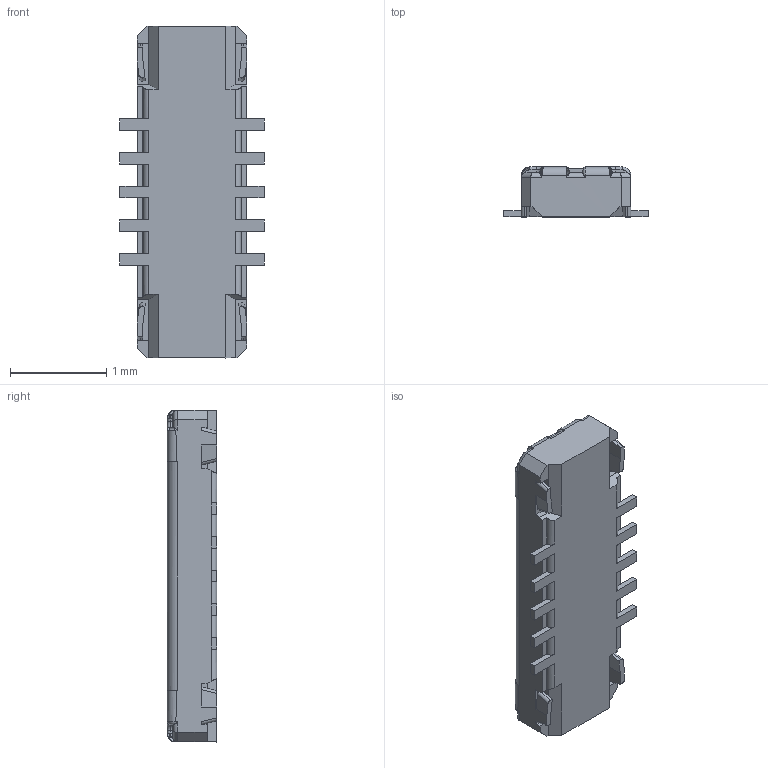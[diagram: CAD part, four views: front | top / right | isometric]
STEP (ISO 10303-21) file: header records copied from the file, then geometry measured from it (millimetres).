
FILE_DESCRIPTION(('Creo Elements/Direct Modeling STEP Export'),'2;1');
FILE_NAME('STEP_BM23FR0.6-10DP-0.35V.stp','2017-01-03T11:53:46',(''),(''),'Creo Elements/Direct Modeling STEP processor for AP214 (Solid Model)','Creo Elements/Direct Modeling 17.0C 05-Feb-2011 (C) Parametric Technology GmbH','');
FILE_SCHEMA(('AUTOMOTIVE_DESIGN { 1 0 10303 214 1 1 1 1 }'));
Length unit declared in the file: millimetre
Products named in the file (2): BM23FR0_6-10DP-0_35V
Assembly tree (1 placements, depth 2):
  BM23FR0_6-10DP-0_35V
    BM23FR0_6-10DP-0_35V
Bounding box: 1.5 x 0.52 x 3.45 mm (x, y, z)
Volume: 1.3 mm3; surface area: 15.3 mm2
Topology: 1 solids, 1 shells, 268 faces, 744 edges, 478 vertices
Faces by surface type: plane 166, cylinder 70, torus 20, bspline 12
Entity records: 9391 total; most frequent: CARTESIAN_POINT 2756, ORIENTED_EDGE 1488, DIRECTION 1228, EDGE_CURVE 744, VERTEX_POINT 478, VECTOR 452, LINE 452, AXIS2_PLACEMENT_3D 388
